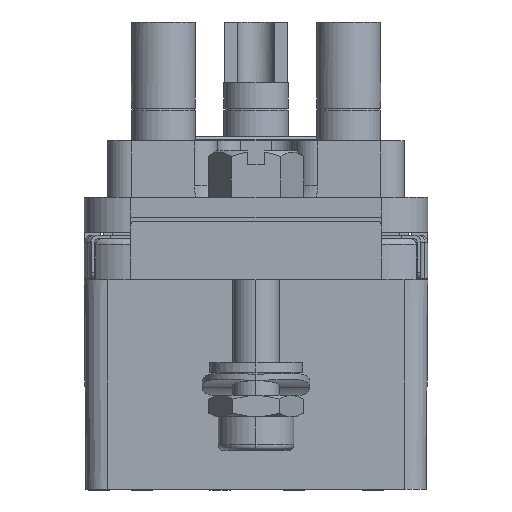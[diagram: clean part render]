
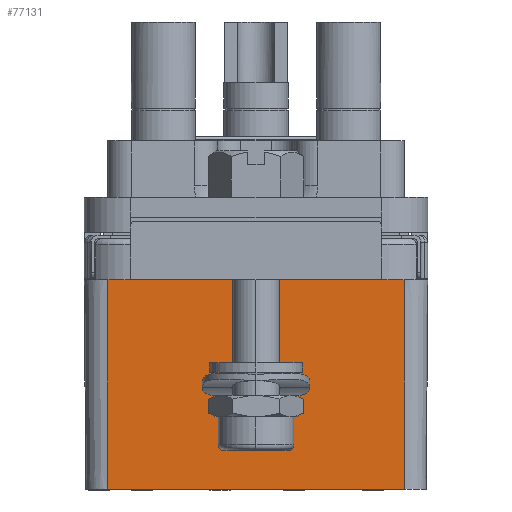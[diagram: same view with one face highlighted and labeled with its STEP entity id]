
A CAD part, left-side view. The second image highlights one B-rep face of the part: STEP entity #77131.
In plain terms, the highlighted planar face has unit normal (-1, 0, -0.009).
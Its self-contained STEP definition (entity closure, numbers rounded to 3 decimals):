
#3813=DIRECTION('',(0.,-1.,0.));
#3814=VECTOR('',#3813,25.5);
#3815=CARTESIAN_POINT('',(-19.5,12.75,-7.05));
#3816=LINE('',#3815,#3814);
#3884=DIRECTION('',(0.009,0.,-1.));
#3885=VECTOR('',#3884,18.001);
#3886=CARTESIAN_POINT('',(-19.5,-12.75,-7.05));
#3887=LINE('',#3886,#3885);
#3912=DIRECTION('',(0.009,0.,-1.));
#3913=VECTOR('',#3912,18.001);
#3914=CARTESIAN_POINT('',(-19.5,12.75,-7.05));
#3915=LINE('',#3914,#3913);
#3921=DIRECTION('',(0.,-1.,0.));
#3922=VECTOR('',#3921,25.5);
#3923=CARTESIAN_POINT('',(-19.343,12.75,-25.05));
#3924=LINE('',#3923,#3922);
#64531=CARTESIAN_POINT('',(-19.343,12.75,-25.05));
#64533=VERTEX_POINT('',#64531);
#64534=CARTESIAN_POINT('',(-19.343,-12.75,-25.05));
#64535=VERTEX_POINT('',#64534);
#64547=CARTESIAN_POINT('',(-19.5,12.75,-7.05));
#64549=VERTEX_POINT('',#64547);
#64550=CARTESIAN_POINT('',(-19.5,-12.75,-7.05));
#64551=VERTEX_POINT('',#64550);
#77119=CARTESIAN_POINT('',(-19.5,12.75,-7.05));
#77120=DIRECTION('',(-1.,0.,-0.009));
#77121=DIRECTION('',(0.,-1.,0.));
#77122=AXIS2_PLACEMENT_3D('',#77119,#77120,#77121);
#77123=PLANE('',#77122);
#77124=ORIENTED_EDGE('',*,*,#76987,.T.);
#77125=ORIENTED_EDGE('',*,*,#77029,.T.);
#77127=ORIENTED_EDGE('',*,*,#77126,.F.);
#77128=ORIENTED_EDGE('',*,*,#77112,.F.);
#77129=EDGE_LOOP('',(#77124,#77125,#77127,#77128));
#77130=FACE_OUTER_BOUND('',#77129,.F.);
#77131=ADVANCED_FACE('',(#77130),#77123,.T.);
#76987=EDGE_CURVE('',#64549,#64551,#3816,.T.);
#77029=EDGE_CURVE('',#64551,#64535,#3887,.T.);
#77112=EDGE_CURVE('',#64549,#64533,#3915,.T.);
#77126=EDGE_CURVE('',#64533,#64535,#3924,.T.);
